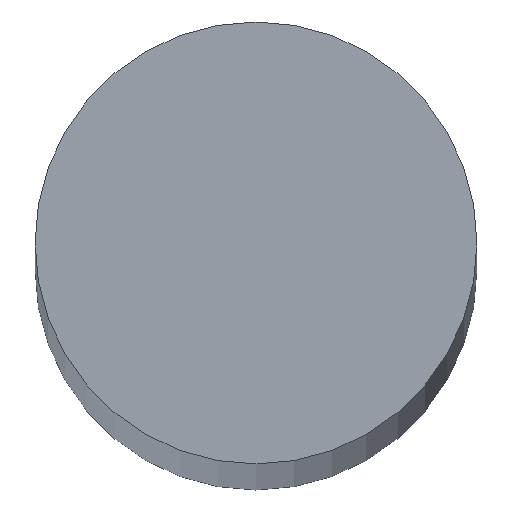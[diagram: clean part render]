
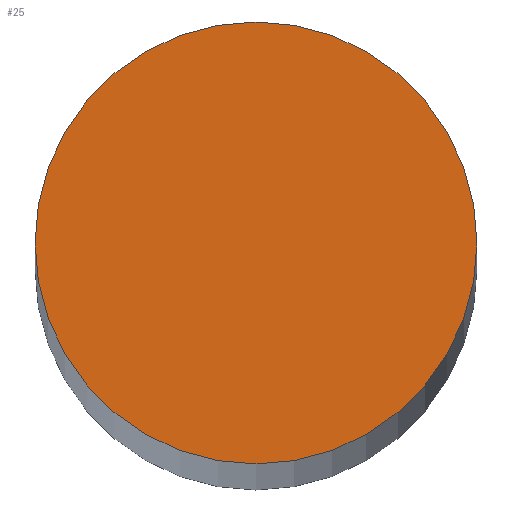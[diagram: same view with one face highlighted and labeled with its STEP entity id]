
A CAD part, top view. The second image highlights one B-rep face of the part: STEP entity #25.
In plain terms, the highlighted planar face has unit normal (0, 0, 1).
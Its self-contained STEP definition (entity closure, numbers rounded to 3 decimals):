
#3 = EDGE_CURVE ( 'NONE', #102, #91, #97, .T. ) ;
#5 = DIRECTION ( 'NONE',  ( 0., 0., 1. ) ) ;
#7 = AXIS2_PLACEMENT_3D ( 'NONE', #65, #8, #12 ) ;
#8 = DIRECTION ( 'NONE',  ( 0., 0., 1. ) ) ;
#12 = DIRECTION ( 'NONE',  ( 1., 0., 0. ) ) ;
#14 = CIRCLE ( 'NONE', #89, 10. ) ;
#23 = PLANE ( 'NONE',  #69 ) ;
#25 = ADVANCED_FACE ( 'NONE', ( #122 ), #23, .T. ) ;
#39 = EDGE_LOOP ( 'NONE', ( #92, #61 ) ) ;
#47 = DIRECTION ( 'NONE',  ( 1., 0., 0. ) ) ;
#53 = CARTESIAN_POINT ( 'NONE',  ( -10., 0., 338. ) ) ;
#61 = ORIENTED_EDGE ( 'NONE', *, *, #3, .T. ) ;
#65 = CARTESIAN_POINT ( 'NONE',  ( 0., 0., 338. ) ) ;
#68 = CARTESIAN_POINT ( 'NONE',  ( 0., 0., 338. ) ) ;
#69 = AXIS2_PLACEMENT_3D ( 'NONE', #78, #5, #88 ) ;
#78 = CARTESIAN_POINT ( 'NONE',  ( 0., 0., 338. ) ) ;
#88 = DIRECTION ( 'NONE',  ( 1., 0., 0. ) ) ;
#89 = AXIS2_PLACEMENT_3D ( 'NONE', #68, #103, #47 ) ;
#91 = VERTEX_POINT ( 'NONE', #53 ) ;
#92 = ORIENTED_EDGE ( 'NONE', *, *, #99, .T. ) ;
#97 = CIRCLE ( 'NONE', #7, 10. ) ;
#99 = EDGE_CURVE ( 'NONE', #91, #102, #14, .T. ) ;
#102 = VERTEX_POINT ( 'NONE', #123 ) ;
#103 = DIRECTION ( 'NONE',  ( 0., 0., 1. ) ) ;
#122 = FACE_OUTER_BOUND ( 'NONE', #39, .T. ) ;
#123 = CARTESIAN_POINT ( 'NONE',  ( 10., 0., 338. ) ) ;
